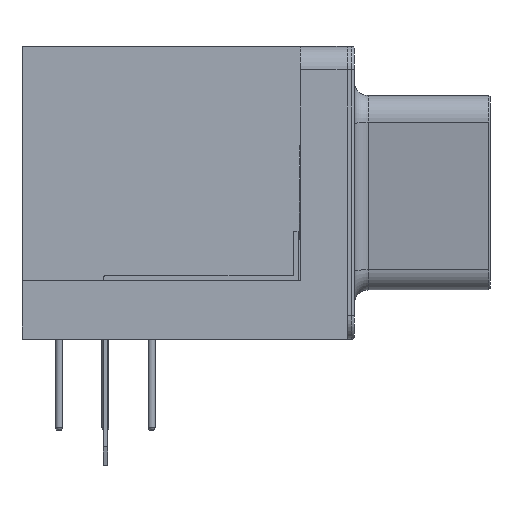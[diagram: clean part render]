
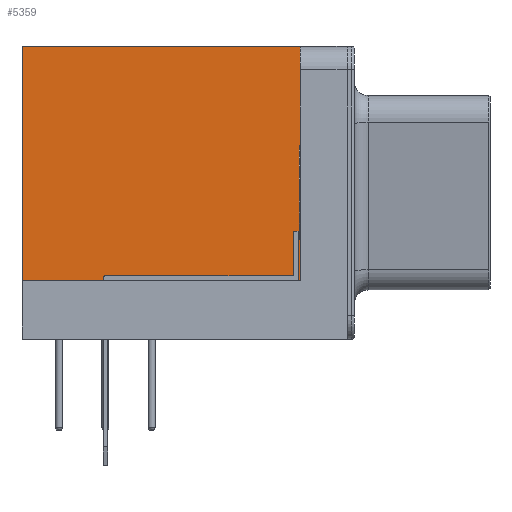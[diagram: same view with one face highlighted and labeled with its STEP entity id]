
A CAD part, left-side view. The second image highlights one B-rep face of the part: STEP entity #5359.
In plain terms, the highlighted planar face has unit normal (-1, 0, 0).
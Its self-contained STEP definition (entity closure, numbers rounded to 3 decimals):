
#4173 = VERTEX_POINT('',#4174);
#4174 = CARTESIAN_POINT('',(-5.513,1.58,12.5));
#4180 = EDGE_CURVE('',#4181,#4173,#4183,.T.);
#4181 = VERTEX_POINT('',#4182);
#4182 = CARTESIAN_POINT('',(-5.513,-10.31,12.5));
#4183 = LINE('',#4184,#4185);
#4184 = CARTESIAN_POINT('',(-5.513,-11.31,12.5));
#4185 = VECTOR('',#4186,1.);
#4186 = DIRECTION('',(0.,1.,0.));
#4277 = EDGE_CURVE('',#4278,#4173,#4280,.T.);
#4278 = VERTEX_POINT('',#4279);
#4279 = CARTESIAN_POINT('',(-5.513,1.58,2.5));
#4280 = LINE('',#4281,#4282);
#4281 = CARTESIAN_POINT('',(-5.513,1.58,4.375));
#4282 = VECTOR('',#4283,1.);
#4283 = DIRECTION('',(0.,0.,1.));
#5271 = VERTEX_POINT('',#5272);
#5272 = CARTESIAN_POINT('',(-5.513,-10.31,2.5));
#5278 = EDGE_CURVE('',#5271,#4181,#5279,.T.);
#5279 = LINE('',#5280,#5281);
#5280 = CARTESIAN_POINT('',(-5.513,-10.31,2.5));
#5281 = VECTOR('',#5282,1.);
#5282 = DIRECTION('',(0.,0.,1.));
#5308 = EDGE_CURVE('',#5271,#4278,#5309,.T.);
#5309 = LINE('',#5310,#5311);
#5310 = CARTESIAN_POINT('',(-5.513,-10.31,2.5));
#5311 = VECTOR('',#5312,1.);
#5312 = DIRECTION('',(0.,1.,0.));
#5359 = ADVANCED_FACE('',(#5360),#5366,.F.);
#5360 = FACE_BOUND('',#5361,.F.);
#5361 = EDGE_LOOP('',(#5362,#5363,#5364,#5365));
#5362 = ORIENTED_EDGE('',*,*,#5278,.F.);
#5363 = ORIENTED_EDGE('',*,*,#5308,.T.);
#5364 = ORIENTED_EDGE('',*,*,#4277,.T.);
#5365 = ORIENTED_EDGE('',*,*,#4180,.F.);
#5366 = PLANE('',#5367);
#5367 = AXIS2_PLACEMENT_3D('',#5368,#5369,#5370);
#5368 = CARTESIAN_POINT('',(-5.513,-10.31,2.5));
#5369 = DIRECTION('',(1.,0.,0.));
#5370 = DIRECTION('',(0.,0.,1.));
